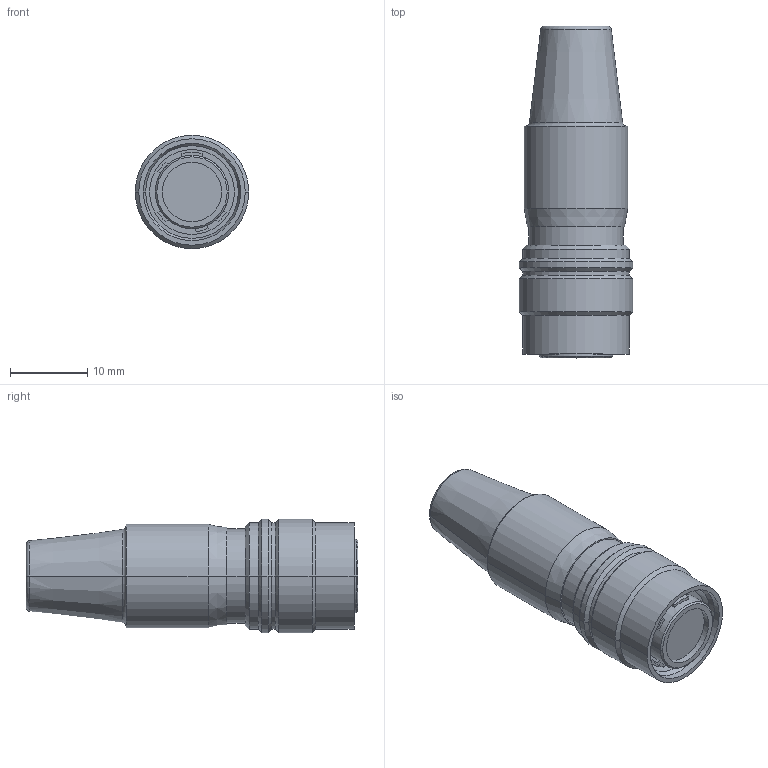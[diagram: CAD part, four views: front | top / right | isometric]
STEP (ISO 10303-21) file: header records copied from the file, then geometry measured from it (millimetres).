
FILE_DESCRIPTION(('CoCreate Modeling STEP Export'),'2;1');
FILE_NAME('HR10A-10P-12SC.stp','2012-07-17T18:52:49',(''),(''),'CoCreate Modeling STEP processor for AP214 (Solid Model)','CoCreate Modeling 17.0 01-Apr-2010 (C) Parametric Technology GmbH','');
FILE_SCHEMA(('AUTOMOTIVE_DESIGN { 1 0 10303 214 1 1 1 1 }'));
Length unit declared in the file: millimetre
Products named in the file (1): HR10A-10P-12SC
Bounding box: 14.7 x 43 x 14.7 mm (x, y, z)
Volume: 5291.3 mm3; surface area: 2393.2 mm2
Topology: 1 solids, 1 shells, 78 faces, 174 edges, 106 vertices
Faces by surface type: cylinder 31, plane 25, cone 18, torus 4
Entity records: 1880 total; most frequent: ORIENTED_EDGE 348, DIRECTION 298, CARTESIAN_POINT 297, EDGE_CURVE 174, AXIS2_PLACEMENT_3D 107, VERTEX_POINT 106, EDGE_LOOP 86, VECTOR 84
